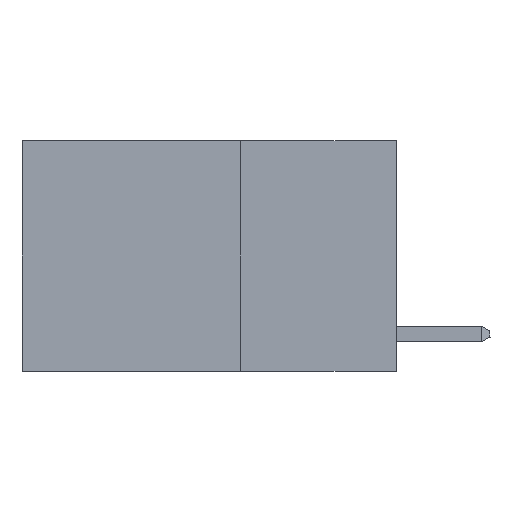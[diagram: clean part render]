
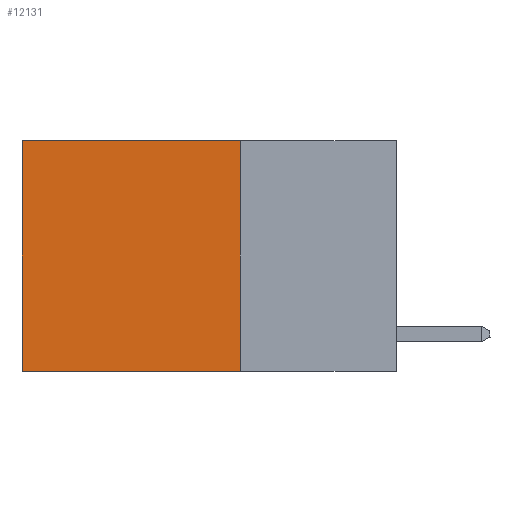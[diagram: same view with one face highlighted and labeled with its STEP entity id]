
A CAD part, left-side view. The second image highlights one B-rep face of the part: STEP entity #12131.
In plain terms, the highlighted planar face has unit normal (-1, 0, 0).
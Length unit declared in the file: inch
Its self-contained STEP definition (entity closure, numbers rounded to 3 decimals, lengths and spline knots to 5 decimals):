
#91 = LINE ( 'NONE', #16887, #5077 ) ;
#757 = CARTESIAN_POINT ( 'NONE',  ( 0.2625, 0.6, -0.37 ) ) ;
#1988 = VERTEX_POINT ( 'NONE', #15712 ) ;
#2713 = VERTEX_POINT ( 'NONE', #11668 ) ;
#2858 = LINE ( 'NONE', #11662, #18402 ) ;
#2924 = ORIENTED_EDGE ( 'NONE', *, *, #12676, .F. ) ;
#4570 = VECTOR ( 'NONE', #18800, 39.37008 ) ;
#5077 = VECTOR ( 'NONE', #7888, 39.37008 ) ;
#5364 = ORIENTED_EDGE ( 'NONE', *, *, #8947, .F. ) ;
#6060 = FACE_OUTER_BOUND ( 'NONE', #7652, .T. ) ;
#6908 = DIRECTION ( 'NONE',  ( 0., 0., -1. ) ) ;
#7355 = VECTOR ( 'NONE', #6908, 39.37008 ) ;
#7521 = DIRECTION ( 'NONE',  ( 1., 0., 0. ) ) ;
#7587 = CARTESIAN_POINT ( 'NONE',  ( 0.2625, 0.25, -0.37 ) ) ;
#7652 = EDGE_LOOP ( 'NONE', ( #9743, #2924, #5364, #9814 ) ) ;
#7888 = DIRECTION ( 'NONE',  ( 0., 1., 0. ) ) ;
#8516 = EDGE_CURVE ( 'NONE', #1988, #18395, #2858, .T. ) ;
#8947 = EDGE_CURVE ( 'NONE', #2713, #13212, #15827, .T. ) ;
#9743 = ORIENTED_EDGE ( 'NONE', *, *, #8516, .T. ) ;
#9814 = ORIENTED_EDGE ( 'NONE', *, *, #13499, .T. ) ;
#11662 = CARTESIAN_POINT ( 'NONE',  ( 0.2625, 0.6, 0. ) ) ;
#11668 = CARTESIAN_POINT ( 'NONE',  ( 0.2625, 0.25, 0. ) ) ;
#12131 = ADVANCED_FACE ( 'NONE', ( #6060 ), #19387, .F. ) ;
#12676 = EDGE_CURVE ( 'NONE', #13212, #18395, #91, .T. ) ;
#13188 = DIRECTION ( 'NONE',  ( 0., 0., -1. ) ) ;
#13212 = VERTEX_POINT ( 'NONE', #7587 ) ;
#13423 = AXIS2_PLACEMENT_3D ( 'NONE', #13513, #7521, #18039 ) ;
#13499 = EDGE_CURVE ( 'NONE', #2713, #1988, #16607, .T. ) ;
#13513 = CARTESIAN_POINT ( 'NONE',  ( 0.2625, 0.25, 0. ) ) ;
#15712 = CARTESIAN_POINT ( 'NONE',  ( 0.2625, 0.6, 0. ) ) ;
#15827 = LINE ( 'NONE', #15928, #7355 ) ;
#15928 = CARTESIAN_POINT ( 'NONE',  ( 0.2625, 0.25, 0. ) ) ;
#16607 = LINE ( 'NONE', #17316, #4570 ) ;
#16887 = CARTESIAN_POINT ( 'NONE',  ( 0.2625, 0.25, -0.37 ) ) ;
#17316 = CARTESIAN_POINT ( 'NONE',  ( 0.2625, 0.25, 0. ) ) ;
#18039 = DIRECTION ( 'NONE',  ( 0., 0., -1. ) ) ;
#18395 = VERTEX_POINT ( 'NONE', #757 ) ;
#18402 = VECTOR ( 'NONE', #13188, 39.37008 ) ;
#18800 = DIRECTION ( 'NONE',  ( 0., 1., 0. ) ) ;
#19387 = PLANE ( 'NONE',  #13423 ) ;
